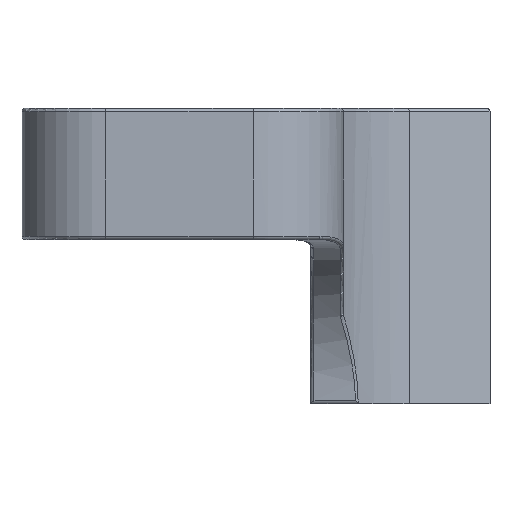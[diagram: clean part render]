
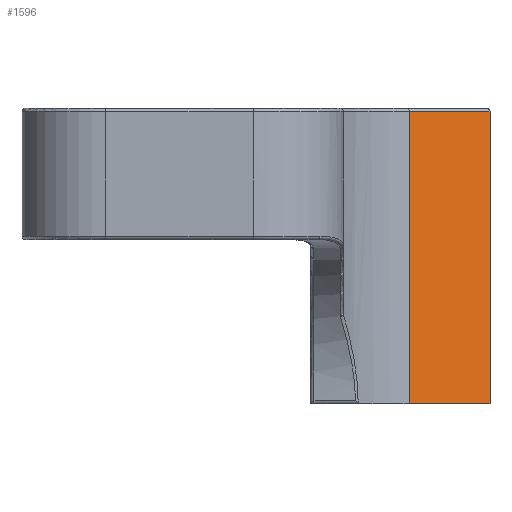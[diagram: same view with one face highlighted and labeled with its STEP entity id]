
A CAD part, front view. The second image highlights one B-rep face of the part: STEP entity #1596.
In plain terms, the highlighted planar face has unit normal (0.5, -0.866, 0).
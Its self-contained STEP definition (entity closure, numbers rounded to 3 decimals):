
#39=PLANE('',#1753);
#118=LINE('',#2782,#218);
#142=LINE('',#3765,#242);
#190=LINE('',#4621,#290);
#191=LINE('',#4622,#291);
#218=VECTOR('',#1834,10.);
#242=VECTOR('',#1944,10.);
#290=VECTOR('',#2104,10.);
#291=VECTOR('',#2105,10.);
#391=FACE_OUTER_BOUND('',#488,.T.);
#488=EDGE_LOOP('',(#1442,#1443,#1444,#1445));
#669=VERTEX_POINT('',#2779);
#670=VERTEX_POINT('',#2781);
#721=VERTEX_POINT('',#3764);
#769=VERTEX_POINT('',#4620);
#833=EDGE_CURVE('',#669,#670,#118,.T.);
#909=EDGE_CURVE('',#670,#721,#142,.T.);
#1001=EDGE_CURVE('',#769,#669,#190,.T.);
#1002=EDGE_CURVE('',#721,#769,#191,.T.);
#1442=ORIENTED_EDGE('',*,*,#909,.F.);
#1443=ORIENTED_EDGE('',*,*,#833,.F.);
#1444=ORIENTED_EDGE('',*,*,#1001,.F.);
#1445=ORIENTED_EDGE('',*,*,#1002,.F.);
#1596=ADVANCED_FACE('',(#391),#39,.T.);
#1753=AXIS2_PLACEMENT_3D('',#4619,#2102,#2103);
#1834=DIRECTION('',(0.,0.,1.));
#1944=DIRECTION('',(0.866,0.5,0.));
#2102=DIRECTION('center_axis',(0.5,-0.866,0.));
#2103=DIRECTION('ref_axis',(-0.866,-0.5,0.));
#2104=DIRECTION('',(-0.866,-0.5,0.));
#2105=DIRECTION('',(0.,0.,-1.));
#2779=CARTESIAN_POINT('',(16.443,-8.974,-10.));
#2781=CARTESIAN_POINT('',(16.443,-8.974,7.8));
#2782=CARTESIAN_POINT('',(16.443,-8.974,4.));
#3764=CARTESIAN_POINT('',(21.371,-6.129,7.8));
#3765=CARTESIAN_POINT('',(16.348,-9.03,7.8));
#4619=CARTESIAN_POINT('Origin',(21.371,-6.129,8.));
#4620=CARTESIAN_POINT('',(21.371,-6.129,-10.));
#4621=CARTESIAN_POINT('',(10.592,-12.352,-10.));
#4622=CARTESIAN_POINT('',(21.371,-6.129,8.));
